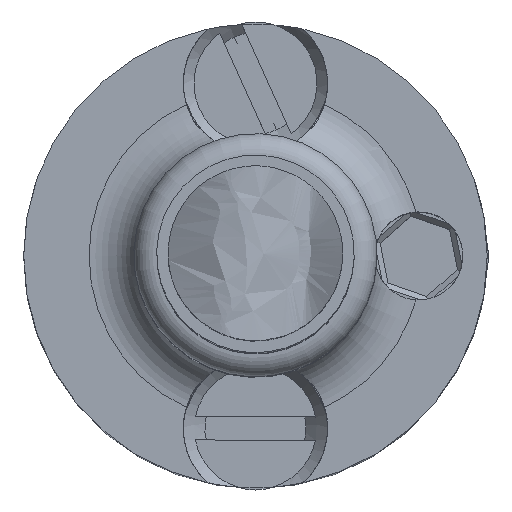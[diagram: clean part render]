
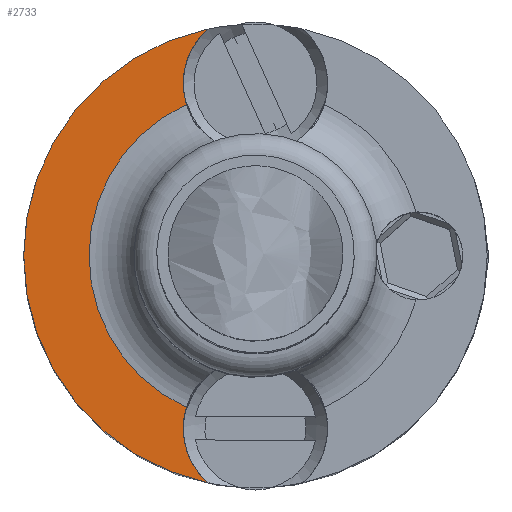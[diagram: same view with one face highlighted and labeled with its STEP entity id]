
A CAD part, top view. The second image highlights one B-rep face of the part: STEP entity #2733.
In plain terms, the highlighted planar face has unit normal (0, 0, 1).
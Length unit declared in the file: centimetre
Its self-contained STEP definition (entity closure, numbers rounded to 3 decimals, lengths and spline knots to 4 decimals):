
#345=PLANE('',#4898);
#501=CIRCLE('',#4900,0.5563);
#503=CIRCLE('',#4902,0.7747);
#507=CIRCLE('',#4910,0.2413);
#509=CIRCLE('',#4912,0.2413);
#731=VERTEX_POINT('',#4158);
#732=VERTEX_POINT('',#4160);
#733=VERTEX_POINT('',#4162);
#734=VERTEX_POINT('',#4164);
#1043=EDGE_CURVE('',#732,#731,#507,.T.);
#1045=EDGE_CURVE('',#733,#731,#503,.T.);
#1046=EDGE_CURVE('',#733,#734,#509,.T.);
#1047=EDGE_CURVE('',#732,#734,#501,.T.);
#1480=ORIENTED_EDGE('',*,*,#1043,.T.);
#1481=ORIENTED_EDGE('',*,*,#1045,.F.);
#1482=ORIENTED_EDGE('',*,*,#1046,.T.);
#1483=ORIENTED_EDGE('',*,*,#1047,.F.);
#2123=EDGE_LOOP('',(#1480,#1481,#1482,#1483));
#2437=FACE_BOUND('',#2123,.T.);
#2733=ADVANCED_FACE('',(#2437),#345,.F.);
#3082=DIRECTION('',(0.,0.,-1.));
#3085=DIRECTION('',(0.,0.,1.));
#3086=DIRECTION('',(-0.037,0.555,0.));
#3089=DIRECTION('',(0.,0.,-1.));
#3090=DIRECTION('',(-0.052,0.773,0.));
#3107=DIRECTION('',(0.,0.,-1.));
#3108=DIRECTION('',(-0.016,0.241,0.));
#3111=DIRECTION('',(0.,0.,-1.));
#3112=DIRECTION('',(-0.016,0.241,0.));
#4046=CARTESIAN_POINT('',(-0.5449,-0.0363,0.8839));
#4050=CARTESIAN_POINT('',(-0.5449,-0.0363,0.8839));
#4054=CARTESIAN_POINT('',(-0.5449,-0.0363,0.8839));
#4158=CARTESIAN_POINT('',(-0.7538,0.7097,0.8839));
#4159=CARTESIAN_POINT('',(-0.5832,0.539,0.8839));
#4160=CARTESIAN_POINT('',(-0.8088,0.4533,0.8839));
#4162=CARTESIAN_POINT('',(-0.6529,-0.8035,0.8839));
#4163=CARTESIAN_POINT('',(-0.5065,-0.6116,0.8839));
#4164=CARTESIAN_POINT('',(-0.7415,-0.5567,0.8839));
#4898=AXIS2_PLACEMENT_3D('',#4046,#3082,$);
#4900=AXIS2_PLACEMENT_3D('',#4050,#3085,#3086);
#4902=AXIS2_PLACEMENT_3D('',#4054,#3089,#3090);
#4910=AXIS2_PLACEMENT_3D('',#4159,#3107,#3108);
#4912=AXIS2_PLACEMENT_3D('',#4163,#3111,#3112);
